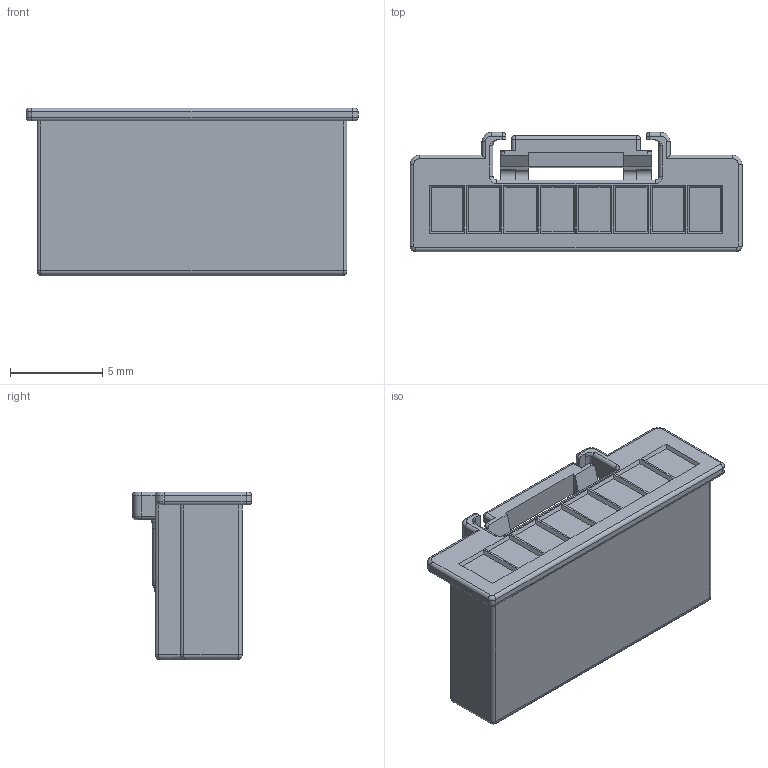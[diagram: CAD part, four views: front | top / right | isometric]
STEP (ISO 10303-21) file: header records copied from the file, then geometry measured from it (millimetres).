
FILE_DESCRIPTION (( 'STEP AP214' ), '1' );
FILE_NAME ('C_020 S 8F HSG.STEP', '2018-02-01T04:43:50', ( 'Personal' ), ( 'Microsoft' ), 'SwSTEP 2.0', 'SolidWorks 2014', '' );
FILE_SCHEMA (( 'AUTOMOTIVE_DESIGN' ));
Length unit declared in the file: millimetre
Products named in the file (1): C_020 S 8F HSG
Bounding box: 18 x 6.46 x 9.1 mm (x, y, z)
Volume: 569.1 mm3; surface area: 727.9 mm2
Topology: 1 solids, 1 shells, 383 faces, 967 edges, 582 vertices
Faces by surface type: plane 186, cylinder 133, torus 46, bspline 10, sphere 8
Entity records: 11429 total; most frequent: CARTESIAN_POINT 2317, ORIENTED_EDGE 1902, DIRECTION 1901, EDGE_CURVE 951, LINE 641, VECTOR 641, AXIS2_PLACEMENT_3D 630, VERTEX_POINT 582
